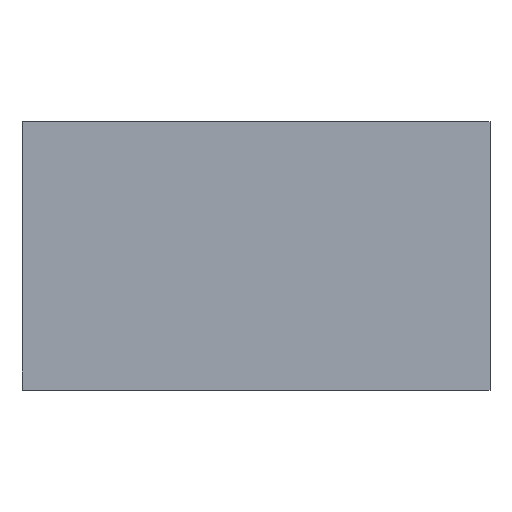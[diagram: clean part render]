
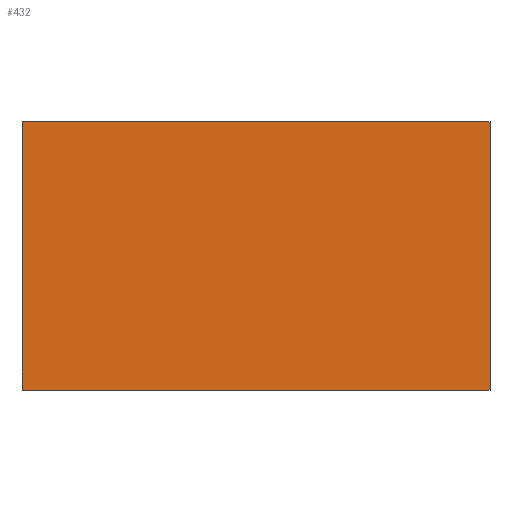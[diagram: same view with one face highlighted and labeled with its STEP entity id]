
A CAD part, top view. The second image highlights one B-rep face of the part: STEP entity #432.
In plain terms, the highlighted planar face has unit normal (0, 0, 1).
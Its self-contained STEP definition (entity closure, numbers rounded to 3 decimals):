
#24 = VERTEX_POINT('',#25);
#25 = CARTESIAN_POINT('',(-1090.,-625.,70.));
#32 = PLANE('',#33);
#33 = AXIS2_PLACEMENT_3D('',#34,#35,#36);
#34 = CARTESIAN_POINT('',(-1090.,-625.,-70.));
#35 = DIRECTION('',(1.,0.,0.));
#36 = DIRECTION('',(0.,0.,1.));
#44 = PLANE('',#45);
#45 = AXIS2_PLACEMENT_3D('',#46,#47,#48);
#46 = CARTESIAN_POINT('',(-1090.,-625.,-70.));
#47 = DIRECTION('',(0.,1.,0.));
#48 = DIRECTION('',(0.,0.,1.));
#197 = VERTEX_POINT('',#198);
#198 = CARTESIAN_POINT('',(-1090.,625.,70.));
#212 = PLANE('',#213);
#213 = AXIS2_PLACEMENT_3D('',#214,#215,#216);
#214 = CARTESIAN_POINT('',(-1090.,625.,-70.));
#215 = DIRECTION('',(0.,1.,0.));
#216 = DIRECTION('',(0.,0.,1.));
#224 = EDGE_CURVE('',#24,#197,#225,.T.);
#225 = SURFACE_CURVE('',#226,(#230,#237),.PCURVE_S1.);
#226 = LINE('',#227,#228);
#227 = CARTESIAN_POINT('',(-1090.,-625.,70.));
#228 = VECTOR('',#229,1.);
#229 = DIRECTION('',(0.,1.,0.));
#230 = PCURVE('',#32,#231);
#231 = DEFINITIONAL_REPRESENTATION('',(#232),#236);
#232 = LINE('',#233,#234);
#233 = CARTESIAN_POINT('',(140.,0.));
#234 = VECTOR('',#235,1.);
#235 = DIRECTION('',(0.,-1.));
#236 = ( GEOMETRIC_REPRESENTATION_CONTEXT(2) 
PARAMETRIC_REPRESENTATION_CONTEXT() REPRESENTATION_CONTEXT('2D SPACE',''
  ) );
#237 = PCURVE('',#238,#243);
#238 = PLANE('',#239);
#239 = AXIS2_PLACEMENT_3D('',#240,#241,#242);
#240 = CARTESIAN_POINT('',(-1090.,-625.,70.));
#241 = DIRECTION('',(0.,0.,1.));
#242 = DIRECTION('',(1.,0.,0.));
#243 = DEFINITIONAL_REPRESENTATION('',(#244),#248);
#244 = LINE('',#245,#246);
#245 = CARTESIAN_POINT('',(0.,0.));
#246 = VECTOR('',#247,1.);
#247 = DIRECTION('',(0.,1.));
#248 = ( GEOMETRIC_REPRESENTATION_CONTEXT(2) 
PARAMETRIC_REPRESENTATION_CONTEXT() REPRESENTATION_CONTEXT('2D SPACE',''
  ) );
#328 = EDGE_CURVE('',#24,#329,#331,.T.);
#329 = VERTEX_POINT('',#330);
#330 = CARTESIAN_POINT('',(1090.,-625.,70.));
#331 = SURFACE_CURVE('',#332,(#336,#343),.PCURVE_S1.);
#332 = LINE('',#333,#334);
#333 = CARTESIAN_POINT('',(-1090.,-625.,70.));
#334 = VECTOR('',#335,1.);
#335 = DIRECTION('',(1.,0.,0.));
#336 = PCURVE('',#44,#337);
#337 = DEFINITIONAL_REPRESENTATION('',(#338),#342);
#338 = LINE('',#339,#340);
#339 = CARTESIAN_POINT('',(140.,0.));
#340 = VECTOR('',#341,1.);
#341 = DIRECTION('',(0.,1.));
#342 = ( GEOMETRIC_REPRESENTATION_CONTEXT(2) 
PARAMETRIC_REPRESENTATION_CONTEXT() REPRESENTATION_CONTEXT('2D SPACE',''
  ) );
#343 = PCURVE('',#238,#344);
#344 = DEFINITIONAL_REPRESENTATION('',(#345),#349);
#345 = LINE('',#346,#347);
#346 = CARTESIAN_POINT('',(0.,0.));
#347 = VECTOR('',#348,1.);
#348 = DIRECTION('',(1.,0.));
#349 = ( GEOMETRIC_REPRESENTATION_CONTEXT(2) 
PARAMETRIC_REPRESENTATION_CONTEXT() REPRESENTATION_CONTEXT('2D SPACE',''
  ) );
#367 = PLANE('',#368);
#368 = AXIS2_PLACEMENT_3D('',#369,#370,#371);
#369 = CARTESIAN_POINT('',(1090.,-625.,-70.));
#370 = DIRECTION('',(1.,0.,0.));
#371 = DIRECTION('',(0.,0.,1.));
#432 = ADVANCED_FACE('',(#433),#238,.T.);
#433 = FACE_BOUND('',#434,.T.);
#434 = EDGE_LOOP('',(#435,#436,#437,#460));
#435 = ORIENTED_EDGE('',*,*,#224,.F.);
#436 = ORIENTED_EDGE('',*,*,#328,.T.);
#437 = ORIENTED_EDGE('',*,*,#438,.T.);
#438 = EDGE_CURVE('',#329,#439,#441,.T.);
#439 = VERTEX_POINT('',#440);
#440 = CARTESIAN_POINT('',(1090.,625.,70.));
#441 = SURFACE_CURVE('',#442,(#446,#453),.PCURVE_S1.);
#442 = LINE('',#443,#444);
#443 = CARTESIAN_POINT('',(1090.,-625.,70.));
#444 = VECTOR('',#445,1.);
#445 = DIRECTION('',(0.,1.,0.));
#446 = PCURVE('',#238,#447);
#447 = DEFINITIONAL_REPRESENTATION('',(#448),#452);
#448 = LINE('',#449,#450);
#449 = CARTESIAN_POINT('',(2180.,0.));
#450 = VECTOR('',#451,1.);
#451 = DIRECTION('',(0.,1.));
#452 = ( GEOMETRIC_REPRESENTATION_CONTEXT(2) 
PARAMETRIC_REPRESENTATION_CONTEXT() REPRESENTATION_CONTEXT('2D SPACE',''
  ) );
#453 = PCURVE('',#367,#454);
#454 = DEFINITIONAL_REPRESENTATION('',(#455),#459);
#455 = LINE('',#456,#457);
#456 = CARTESIAN_POINT('',(140.,0.));
#457 = VECTOR('',#458,1.);
#458 = DIRECTION('',(0.,-1.));
#459 = ( GEOMETRIC_REPRESENTATION_CONTEXT(2) 
PARAMETRIC_REPRESENTATION_CONTEXT() REPRESENTATION_CONTEXT('2D SPACE',''
  ) );
#460 = ORIENTED_EDGE('',*,*,#461,.F.);
#461 = EDGE_CURVE('',#197,#439,#462,.T.);
#462 = SURFACE_CURVE('',#463,(#467,#474),.PCURVE_S1.);
#463 = LINE('',#464,#465);
#464 = CARTESIAN_POINT('',(-1090.,625.,70.));
#465 = VECTOR('',#466,1.);
#466 = DIRECTION('',(1.,0.,0.));
#467 = PCURVE('',#238,#468);
#468 = DEFINITIONAL_REPRESENTATION('',(#469),#473);
#469 = LINE('',#470,#471);
#470 = CARTESIAN_POINT('',(0.,1250.));
#471 = VECTOR('',#472,1.);
#472 = DIRECTION('',(1.,0.));
#473 = ( GEOMETRIC_REPRESENTATION_CONTEXT(2) 
PARAMETRIC_REPRESENTATION_CONTEXT() REPRESENTATION_CONTEXT('2D SPACE',''
  ) );
#474 = PCURVE('',#212,#475);
#475 = DEFINITIONAL_REPRESENTATION('',(#476),#480);
#476 = LINE('',#477,#478);
#477 = CARTESIAN_POINT('',(140.,0.));
#478 = VECTOR('',#479,1.);
#479 = DIRECTION('',(0.,1.));
#480 = ( GEOMETRIC_REPRESENTATION_CONTEXT(2) 
PARAMETRIC_REPRESENTATION_CONTEXT() REPRESENTATION_CONTEXT('2D SPACE',''
  ) );
